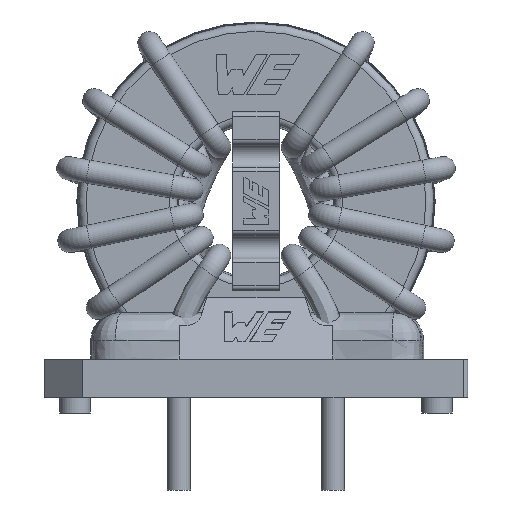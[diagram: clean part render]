
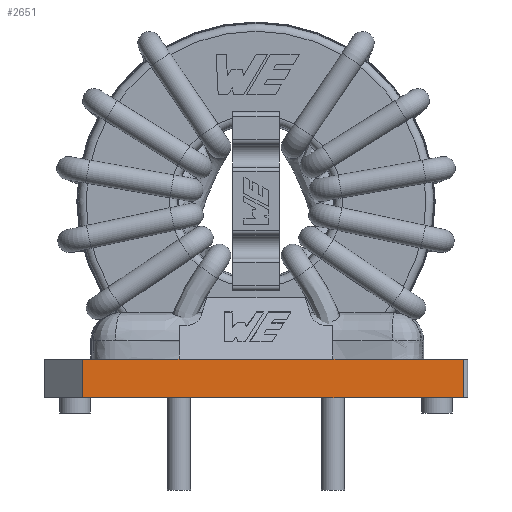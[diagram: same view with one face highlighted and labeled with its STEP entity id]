
A CAD part, left-side view. The second image highlights one B-rep face of the part: STEP entity #2651.
In plain terms, the highlighted planar face has unit normal (-1, 0, 0).
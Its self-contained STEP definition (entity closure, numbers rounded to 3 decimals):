
#2651=ADVANCED_FACE('',(#6779),#6780,.T.);
#3053=EDGE_CURVE('',#7366,#7369,#7370,.T.);
#3059=EDGE_CURVE('',#7374,#7377,#7378,.T.);
#3101=EDGE_CURVE('',#7369,#7374,#7433,.T.);
#3183=EDGE_CURVE('',#7541,#7542,#7543,.T.);
#3243=EDGE_CURVE('',#7366,#7541,#7626,.T.);
#3249=EDGE_CURVE('',#7377,#7542,#7633,.T.);
#6779=FACE_OUTER_BOUND('',#21442,.T.);
#6780=PLANE('',#21443);
#7366=VERTEX_POINT('',#22383);
#7369=VERTEX_POINT('',#22388);
#7370=LINE('',#22389,#22390);
#7374=VERTEX_POINT('',#22397);
#7377=VERTEX_POINT('',#22402);
#7378=LINE('',#22403,#22404);
#7433=LINE('',#22495,#22496);
#7541=VERTEX_POINT('',#22683);
#7542=VERTEX_POINT('',#22684);
#7543=LINE('',#22685,#22686);
#7626=LINE('',#22816,#22817);
#7633=LINE('',#22829,#22830);
#21442=EDGE_LOOP('',(#29233,#29234,#29235,#29236,#29237,#29238));
#21443=AXIS2_PLACEMENT_3D('',#29239,#29240,#29241);
#22383=CARTESIAN_POINT('',(-3.,6.25,3.5));
#22388=CARTESIAN_POINT('',(-3.,0.,3.5));
#22389=CARTESIAN_POINT('',(-3.,6.25,3.5));
#22390=VECTOR('',#29940,1.0);
#22397=CARTESIAN_POINT('',(-3.,-10.0,3.5));
#22402=CARTESIAN_POINT('',(-3.,-18.45,3.5));
#22403=CARTESIAN_POINT('',(-3.,-10.0,3.5));
#22404=VECTOR('',#29943,1.0);
#22495=CARTESIAN_POINT('',(-3.,0.,3.5));
#22496=VECTOR('',#29974,1.0);
#22683=CARTESIAN_POINT('',(-3.,6.25,1.));
#22684=CARTESIAN_POINT('',(-3.,-18.45,1.));
#22685=CARTESIAN_POINT('',(-3.,6.25,1.));
#22686=VECTOR('',#30019,1.0);
#22816=CARTESIAN_POINT('',(-3.,6.25,3.5));
#22817=VECTOR('',#30073,1.0);
#22829=CARTESIAN_POINT('',(-3.,-18.45,3.5));
#22830=VECTOR('',#30076,1.0);
#29233=ORIENTED_EDGE('',*,*,#3059,.F.);
#29234=ORIENTED_EDGE('',*,*,#3101,.F.);
#29235=ORIENTED_EDGE('',*,*,#3053,.F.);
#29236=ORIENTED_EDGE('',*,*,#3243,.T.);
#29237=ORIENTED_EDGE('',*,*,#3183,.T.);
#29238=ORIENTED_EDGE('',*,*,#3249,.F.);
#29239=CARTESIAN_POINT('',(-3.,8.75,1.));
#29240=DIRECTION('',(-1.0,0.,0.));
#29241=DIRECTION('',(0.,-1.0,0.));
#29940=DIRECTION('',(0.,-1.0,0.));
#29943=DIRECTION('',(0.,-1.0,0.));
#29974=DIRECTION('',(0.,-1.0,0.));
#30019=DIRECTION('',(0.,-1.0,0.));
#30073=DIRECTION('',(0.,0.,-1.0));
#30076=DIRECTION('',(0.,0.,-1.0));
